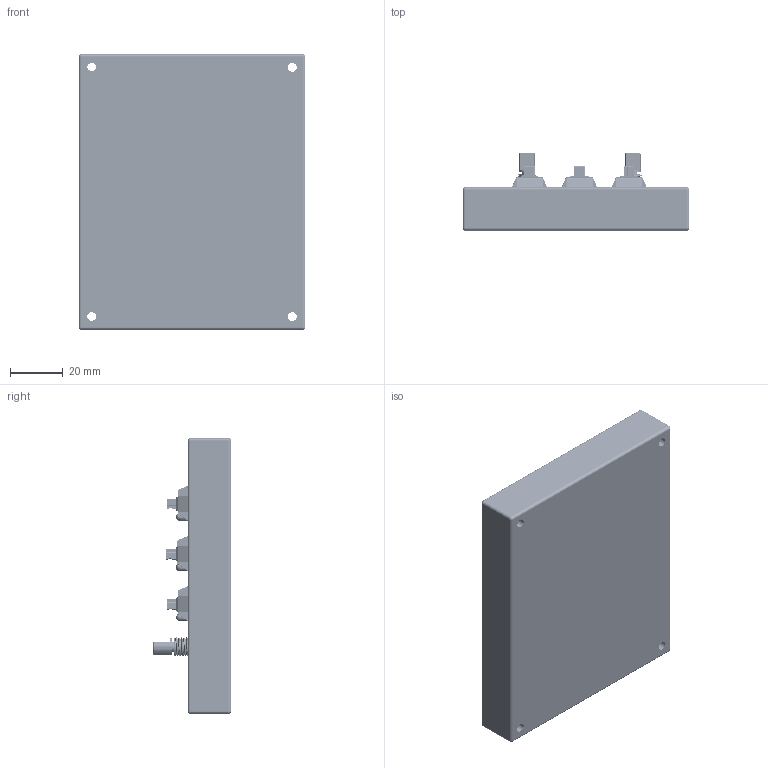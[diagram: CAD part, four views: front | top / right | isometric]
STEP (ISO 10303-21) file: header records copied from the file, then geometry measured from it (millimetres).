
FILE_DESCRIPTION(/* description */ (''),/* implementation_level */ '2;1');
FILE_NAME(/* name */ 'Hackgerms assemble.step',/* time_stamp */ '2026-01-17T14:39:37+08:00',/* author */ (''),/* organization */ (''),/* preprocessor_version */ 'ST-DEVELOPER v20.1',/* originating_system */ 'Autodesk Translation Framework v14.21.0.0',/* authorisation */ '');
FILE_SCHEMA (('AUTOMOTIVE_DESIGN { 1 0 10303 214 3 1 1 }'));
Products named in the file (21): 2026-01-17-13-48-03-976; New design 1; New design_PCB; D_DO-35_SOD27_P7.62mm_Horizontal; MX °´¼ü_¨¹_¡§1; MX °´¼ü_¨¹_¡§1_1; MX °´¼ü_¨¹_¡§1_2; MX °´¼ü_¨¹_¡§1_3; MX °´¼ü_¨¹_¡§1_4; MX °´¼ü_¨¹_¡§1_5; MX °´¼ü_¨¹_¡§1_6; MX °´¼ü_¨¹_¡§1_7; MX °´¼ü_¨¹_¡§1_8; MX Öá °´¼ü¡ä_¨¹
___¡§1; MX Öá ÖáÌå¨¢¨¬
_¡§¡é¡§__; MXÖá ÎÞÃ±LEDLEDLED; MXÖá ÖáÌå µ×²¿ ¦Ì¡
Á2__Ä¬ÈÏ_¨¢2____¨¨_; Õë½Å___Ä¬ÈÏ__¨¨
_; Ðý×ª±àÂëÆ÷; 2026-01-16-01-05-34-489; 2026-01-16-01-08-34-949
Assembly tree (69 placements, depth 3):
  2026-01-17-13-48-03-976
    New design 1
      D_DO-35_SOD27_P7.62mm_Horizontal  x9
      New design_PCB
    MX °´¼ü_¨¹_¡§1
      MX Öá °´¼ü¡ä_¨¹
___¡§1
      MX Öá ÖáÌå¨¢¨¬
_¡§¡é¡§__
      MXÖá ÎÞÃ±LEDLEDLED
      MXÖá ÖáÌå µ×²¿ ¦Ì¡
Á2__Ä¬ÈÏ_¨¢2____¨¨_
      Õë½Å___Ä¬ÈÏ__¨¨
_
    MX °´¼ü_¨¹_¡§1_1
      MX Öá °´¼ü¡ä_¨¹
___¡§1
      MX Öá ÖáÌå¨¢¨¬
_¡§¡é¡§__
      MXÖá ÎÞÃ±LEDLEDLED
      MXÖá ÖáÌå µ×²¿ ¦Ì¡
Á2__Ä¬ÈÏ_¨¢2____¨¨_
      Õë½Å___Ä¬ÈÏ__¨¨
_
    MX °´¼ü_¨¹_¡§1_2
      MX Öá °´¼ü¡ä_¨¹
___¡§1
      MX Öá ÖáÌå¨¢¨¬
_¡§¡é¡§__
      MXÖá ÎÞÃ±LEDLEDLED
      MXÖá ÖáÌå µ×²¿ ¦Ì¡
Á2__Ä¬ÈÏ_¨¢2____¨¨_
      Õë½Å___Ä¬ÈÏ__¨¨
_
    MX °´¼ü_¨¹_¡§1_3
      MX Öá °´¼ü¡ä_¨¹
___¡§1
      MX Öá ÖáÌå¨¢¨¬
_¡§¡é¡§__
      MXÖá ÎÞÃ±LEDLEDLED
      MXÖá ÖáÌå µ×²¿ ¦Ì¡
Á2__Ä¬ÈÏ_¨¢2____¨¨_
      Õë½Å___Ä¬ÈÏ__¨¨
_
    MX °´¼ü_¨¹_¡§1_4
      MX Öá °´¼ü¡ä_¨¹
___¡§1
      MX Öá ÖáÌå¨¢¨¬
_¡§¡é¡§__
      MXÖá ÎÞÃ±LEDLEDLED
      MXÖá ÖáÌå µ×²¿ ¦Ì¡
Á2__Ä¬ÈÏ_¨¢2____¨¨_
      Õë½Å___Ä¬ÈÏ__¨¨
_
    MX °´¼ü_¨¹_¡§1_5
      MX Öá °´¼ü¡ä_¨¹
___¡§1
      MX Öá ÖáÌå¨¢¨¬
_¡§¡é¡§__
      MXÖá ÎÞÃ±LEDLEDLED
      MXÖá ÖáÌå µ×²¿ ¦Ì¡
Á2__Ä¬ÈÏ_¨¢2____¨¨_
      Õë½Å___Ä¬ÈÏ__¨¨
_
    MX °´¼ü_¨¹_¡§1_6
      MX Öá °´¼ü¡ä_¨¹
___¡§1
      MX Öá ÖáÌå¨¢¨¬
_¡§¡é¡§__
      MXÖá ÎÞÃ±LEDLEDLED
      MXÖá ÖáÌå µ×²¿ ¦Ì¡
Á2__Ä¬ÈÏ_¨¢2____¨¨_
      Õë½Å___Ä¬ÈÏ__¨¨
_
    MX °´¼ü_¨¹_¡§1_7
      MX Öá °´¼ü¡ä_¨¹
___¡§1
      MX Öá ÖáÌå¨¢¨¬
_¡§¡é¡§__
      MXÖá ÎÞÃ±LEDLEDLED
      MXÖá ÖáÌå µ×²¿ ¦Ì¡
Á2__Ä¬ÈÏ_¨¢2____¨¨_
      Õë½Å___Ä¬ÈÏ__¨¨
_
    MX °´¼ü_¨¹_¡§1_8
      MX Öá °´¼ü¡ä_¨¹
___¡§1
      MX Öá ÖáÌå¨¢¨¬
_¡§¡é¡§__
      MXÖá ÎÞÃ±LEDLEDLED
      MXÖá ÖáÌå µ×²¿ ¦Ì¡
Á2__Ä¬ÈÏ_¨¢2____¨¨_
      Õë½Å___Ä¬ÈÏ__¨¨
_
    Ðý×ª±àÂëÆ÷  x2
    2026-01-16-01-05-34-489
Bounding box: 86.2 x 29.65 x 104.7 mm (x, y, z)
Volume: 108152.6 mm3; surface area: 87022.2 mm2
Topology: 33 solids, 33 shells, 14993 faces, 37170 edges, 21167 vertices
Faces by surface type: cylinder 6484, plane 4780, torus 1746, sphere 1016, bspline 920, cone 47
Full cylindrical faces by diameter (mm): 0.5 x27, 0.8 x18, 1 x24, 1.5 x18, 1.6 x36, 1.7 x18, 2 x27, 2.02 x9, 2.6 x9, 3 x9, 3.4 x12, 3.5 x2, 3.8 x9, 4 x9, 4.8 x9, 5.717 x14, 6 x2, 6.8 x12
Entity records: 74524 total; most frequent: CARTESIAN_POINT 16867, DIRECTION 12444, ORIENTED_EDGE 11706, EDGE_CURVE 5853, AXIS2_PLACEMENT_3D 4540, VERTEX_POINT 3556, LINE 3364, VECTOR 3364
